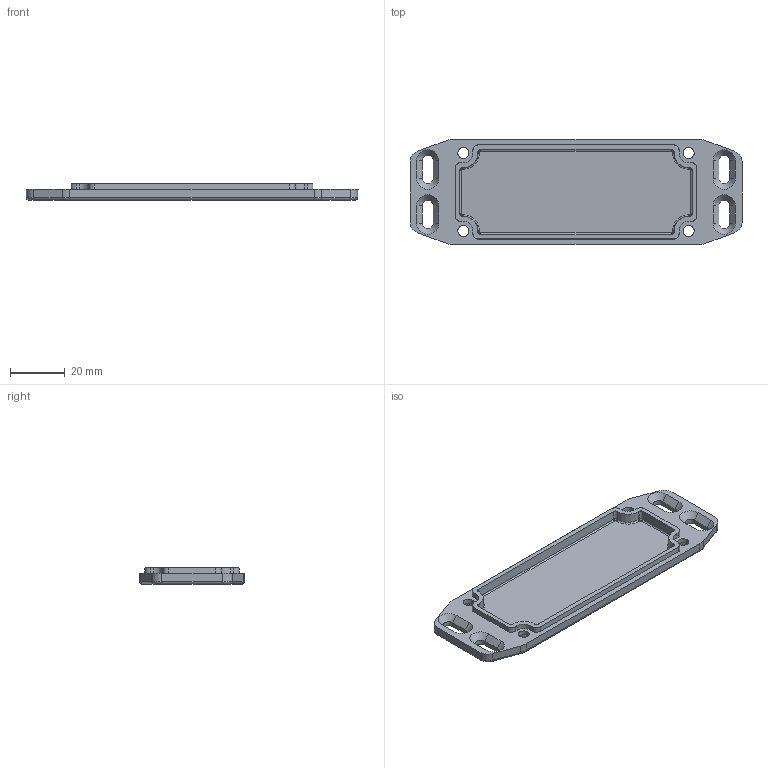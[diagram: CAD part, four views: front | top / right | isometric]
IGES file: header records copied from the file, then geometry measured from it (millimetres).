
Global section: file name: No Iges File Name specified; native system: Autodesk Inventor 2009; preprocessor: AutoDesk Inventor Iges Exporter R2009; author: trinas; date: 20090303.163314; units: millimetre
Bounding box: 121.5 x 38.5 x 6 mm (x, y, z)
Volume: 12539.8 mm3; surface area: 11417.7 mm2
Topology: 1 solids, 1 shells, 164 faces, 408 edges, 248 vertices
Faces by surface type: plane 52, revolution 40, bspline 36, cone 20, cylinder 8, torus 8
